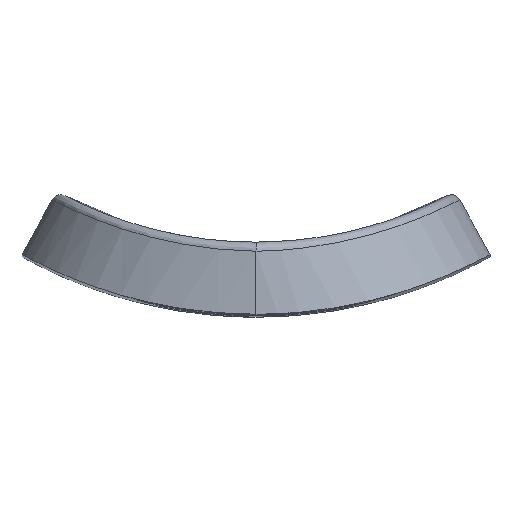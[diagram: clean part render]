
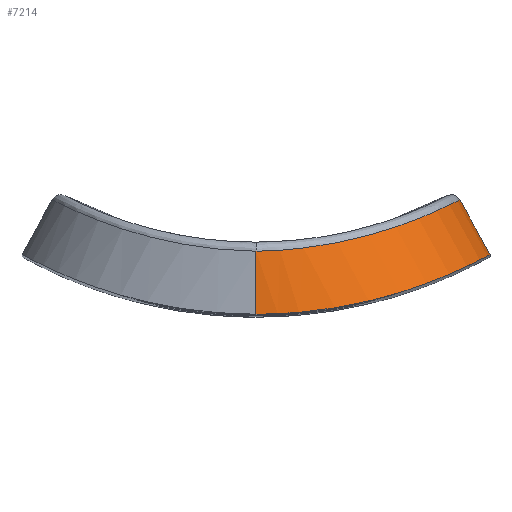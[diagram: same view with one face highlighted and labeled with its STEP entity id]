
A CAD part, top view. The second image highlights one B-rep face of the part: STEP entity #7214.
In plain terms, the highlighted cylindrical face has radius 12 mm (diameter 24 mm), a partial arc.
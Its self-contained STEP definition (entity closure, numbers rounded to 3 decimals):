
#142 = CARTESIAN_POINT ( 'NONE',  ( 10.215, 5.768, 35.557 ) ) ;
#171 = AXIS2_PLACEMENT_3D ( 'NONE', #3716, #12594, #3767 ) ;
#193 = CARTESIAN_POINT ( 'NONE',  ( 8.056, 4.805, 40.5 ) ) ;
#243 = CARTESIAN_POINT ( 'NONE',  ( 0., 0., 45. ) ) ;
#353 = CARTESIAN_POINT ( 'NONE',  ( 7.833, 4.719, 40.787 ) ) ;
#781 = EDGE_LOOP ( 'NONE', ( #10662, #11021, #5888, #5732 ) ) ;
#875 = CARTESIAN_POINT ( 'NONE',  ( 10.865, 2.493, 38.449 ) ) ;
#922 = CARTESIAN_POINT ( 'NONE',  ( 3.974, 0.316, 44.443 ) ) ;
#975 = CARTESIAN_POINT ( 'NONE',  ( 9.172, 1.749, 41.082 ) ) ;
#1178 = EDGE_CURVE ( 'NONE', #11283, #12470, #2579, .T. ) ;
#1389 = CARTESIAN_POINT ( 'NONE',  ( 9.196, 5.278, 38.67 ) ) ;
#1494 = CARTESIAN_POINT ( 'NONE',  ( 2.886, 3.446, 44.266 ) ) ;
#1586 = VERTEX_POINT ( 'NONE', #243 ) ;
#2164 = CARTESIAN_POINT ( 'NONE',  ( 11.928, 3.043, 34.613 ) ) ;
#2403 = VERTEX_POINT ( 'NONE', #10095 ) ;
#2446 = CARTESIAN_POINT ( 'NONE',  ( 10.455, 5.891, 33. ) ) ;
#2540 = B_SPLINE_CURVE_WITH_KNOTS ( 'NONE', 3,
 ( #13377, #14397, #2164, #11090, #13321, #7674, #10108, #875, #10060, #6635, #9915, #975, #14486, #3334, #5520, #6686, #7866, #3134, #922, #12177, #4470, #8858, #14533, #9009 ),
 .UNSPECIFIED., .F., .F.,
 ( 4, 2, 2, 2, 2, 2, 2, 2, 2, 2, 2, 4 ),
 ( 0., 0.002, 0.004, 0.005, 0.007, 0.008, 0.01, 0.012, 0.014, 0.016, 0.017, 0.019 ),
 .UNSPECIFIED. ) ;
#2543 = CARTESIAN_POINT ( 'NONE',  ( 1.462, 3.297, 44.657 ) ) ;
#2579 = LINE ( 'NONE', #14181, #14254 ) ;
#3077 = EDGE_CURVE ( 'NONE', #12470, #1586, #2540, .T. ) ;
#3134 = CARTESIAN_POINT ( 'NONE',  ( 4.353, 0.381, 44.321 ) ) ;
#3334 = CARTESIAN_POINT ( 'NONE',  ( 8.097, 1.346, 42.202 ) ) ;
#3554 = CYLINDRICAL_SURFACE ( 'NONE', #171, 12. ) ;
#3716 = CARTESIAN_POINT ( 'NONE',  ( -10.515, 19.117, 33. ) ) ;
#3767 = DIRECTION ( 'NONE',  ( 0.876, 0.482, 0. ) ) ;
#3795 = CARTESIAN_POINT ( 'NONE',  ( 0.736, 3.251, 44.799 ) ) ;
#4301 = CARTESIAN_POINT ( 'NONE',  ( 0., 3.231, 44.899 ) ) ;
#4470 = CARTESIAN_POINT ( 'NONE',  ( 2.803, 0.155, 44.736 ) ) ;
#5520 = CARTESIAN_POINT ( 'NONE',  ( 7.494, 1.144, 42.694 ) ) ;
#5732 = ORIENTED_EDGE ( 'NONE', *, *, #3077, .F. ) ;
#5883 = CARTESIAN_POINT ( 'NONE',  ( 4.851, 3.82, 43.345 ) ) ;
#5888 = ORIENTED_EDGE ( 'NONE', *, *, #14280, .F. ) ;
#5938 = CARTESIAN_POINT ( 'NONE',  ( 8.664, 5.05, 39.606 ) ) ;
#5987 = CARTESIAN_POINT ( 'NONE',  ( 0.369, 3.237, 44.856 ) ) ;
#6635 = CARTESIAN_POINT ( 'NONE',  ( 9.888, 2.046, 40.144 ) ) ;
#6666 = CARTESIAN_POINT ( 'NONE',  ( 0., 1.081, 45. ) ) ;
#6686 = CARTESIAN_POINT ( 'NONE',  ( 6.164, 0.765, 43.552 ) ) ;
#7058 = CARTESIAN_POINT ( 'NONE',  ( 1.824, 3.329, 44.57 ) ) ;
#7108 = CARTESIAN_POINT ( 'NONE',  ( 10.455, 5.891, 33.744 ) ) ;
#7214 = ADVANCED_FACE ( 'NONE', ( #10617 ), #3554, .T. ) ;
#7674 = CARTESIAN_POINT ( 'NONE',  ( 11.415, 2.77, 36.954 ) ) ;
#7700 = CARTESIAN_POINT ( 'NONE',  ( 0., 2.16, 44.966 ) ) ;
#7866 = CARTESIAN_POINT ( 'NONE',  ( 5.461, 0.595, 43.903 ) ) ;
#8125 = CARTESIAN_POINT ( 'NONE',  ( 5.468, 3.97, 42.959 ) ) ;
#8220 = CARTESIAN_POINT ( 'NONE',  ( 9.96, 5.64, 36.624 ) ) ;
#8469 = CARTESIAN_POINT ( 'NONE',  ( 10.455, 5.891, 33. ) ) ;
#8565 = CARTESIAN_POINT ( 'NONE',  ( 12., 3.082, 33. ) ) ;
#8858 = CARTESIAN_POINT ( 'NONE',  ( 1.616, 0.04, 44.937 ) ) ;
#9009 = CARTESIAN_POINT ( 'NONE',  ( 0., 0., 45. ) ) ;
#9251 = CARTESIAN_POINT ( 'NONE',  ( 10.394, 5.859, 34.476 ) ) ;
#9305 = CARTESIAN_POINT ( 'NONE',  ( 4.535, 3.749, 43.522 ) ) ;
#9348 = CARTESIAN_POINT ( 'NONE',  ( 7.131, 4.464, 41.601 ) ) ;
#9446 = CARTESIAN_POINT ( 'NONE',  ( 10.14, 5.73, 35.915 ) ) ;
#9915 = CARTESIAN_POINT ( 'NONE',  ( 9.659, 1.948, 40.467 ) ) ;
#10060 = CARTESIAN_POINT ( 'NONE',  ( 10.517, 2.325, 39.15 ) ) ;
#10095 = CARTESIAN_POINT ( 'NONE',  ( 0., 3.231, 44.899 ) ) ;
#10108 = CARTESIAN_POINT ( 'NONE',  ( 11.29, 2.706, 37.337 ) ) ;
#10360 = CARTESIAN_POINT ( 'NONE',  ( 6.615, 4.293, 42.092 ) ) ;
#10399 = CARTESIAN_POINT ( 'NONE',  ( 0., 3.231, 44.899 ) ) ;
#10546 = CARTESIAN_POINT ( 'NONE',  ( 5.765, 4.05, 42.752 ) ) ;
#10617 = FACE_OUTER_BOUND ( 'NONE', #781, .T. ) ;
#10662 = ORIENTED_EDGE ( 'NONE', *, *, #1178, .F. ) ;
#11021 = ORIENTED_EDGE ( 'NONE', *, *, #12321, .T. ) ;
#11090 = CARTESIAN_POINT ( 'NONE',  ( 11.717, 2.929, 35.792 ) ) ;
#11261 = B_SPLINE_CURVE_WITH_KNOTS ( 'NONE', 3,
 ( #2446, #7108, #9251, #142, #9446, #8220, #11591, #13917, #1389, #5938, #12630, #193, #353, #9348, #10360, #10546, #8125, #5883, #9305, #12727, #1494, #7058, #2543, #3795, #5987, #10399 ),
 .UNSPECIFIED., .F., .F.,
 ( 4, 2, 2, 2, 2, 2, 2, 2, 2, 2, 2, 2, 4 ),
 ( 0., 0.002, 0.003, 0.004, 0.007, 0.008, 0.009, 0.011, 0.012, 0.013, 0.015, 0.016, 0.018 ),
 .UNSPECIFIED. ) ;
#11283 = VERTEX_POINT ( 'NONE', #8469 ) ;
#11591 = CARTESIAN_POINT ( 'NONE',  ( 9.854, 5.588, 36.978 ) ) ;
#12177 = CARTESIAN_POINT ( 'NONE',  ( 3.198, 0.203, 44.65 ) ) ;
#12321 = EDGE_CURVE ( 'NONE', #11283, #2403, #11261, .T. ) ;
#12470 = VERTEX_POINT ( 'NONE', #8565 ) ;
#12594 = DIRECTION ( 'NONE',  ( 0.482, -0.876, 0. ) ) ;
#12630 = CARTESIAN_POINT ( 'NONE',  ( 8.472, 4.97, 39.91 ) ) ;
#12727 = CARTESIAN_POINT ( 'NONE',  ( 3.563, 3.554, 44.006 ) ) ;
#13107 = DIRECTION ( 'NONE',  ( 0.482, -0.876, 0. ) ) ;
#13321 = CARTESIAN_POINT ( 'NONE',  ( 11.628, 2.882, 36.181 ) ) ;
#13355 = CARTESIAN_POINT ( 'NONE',  ( 0., 0., 45. ) ) ;
#13377 = CARTESIAN_POINT ( 'NONE',  ( 12., 3.082, 33. ) ) ;
#13917 = CARTESIAN_POINT ( 'NONE',  ( 9.493, 5.415, 38.013 ) ) ;
#14181 = CARTESIAN_POINT ( 'NONE',  ( 12., 3.082, 33. ) ) ;
#14254 = VECTOR ( 'NONE', #13107, 1000. ) ;
#14280 = EDGE_CURVE ( 'NONE', #1586, #2403, #14668, .T. ) ;
#14397 = CARTESIAN_POINT ( 'NONE',  ( 12., 3.082, 33.813 ) ) ;
#14486 = CARTESIAN_POINT ( 'NONE',  ( 8.914, 1.648, 41.374 ) ) ;
#14533 = CARTESIAN_POINT ( 'NONE',  ( 0.813, 0., 45. ) ) ;
#14668 =( BOUNDED_CURVE ( )  B_SPLINE_CURVE ( 3, ( #13355, #6666, #7700, #4301 ),
 .UNSPECIFIED., .F., .T. ) 
 B_SPLINE_CURVE_WITH_KNOTS ( ( 4, 4 ),
 ( 4.712, 4.843 ),
 .UNSPECIFIED. ) 
 CURVE ( )  GEOMETRIC_REPRESENTATION_ITEM ( )  RATIONAL_B_SPLINE_CURVE ( ( 1., 0.999, 0.999, 1. ) ) 
 REPRESENTATION_ITEM ( '' )  );
